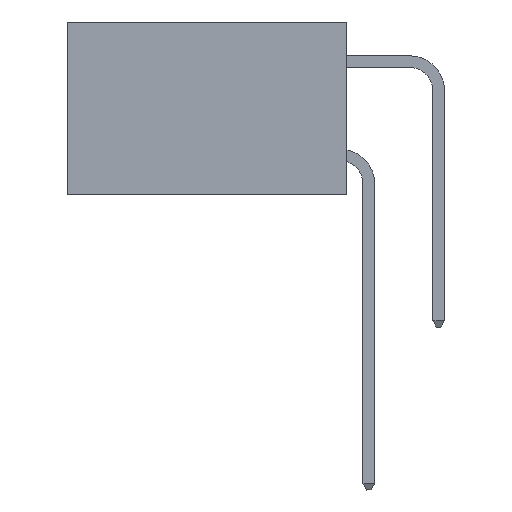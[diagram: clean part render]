
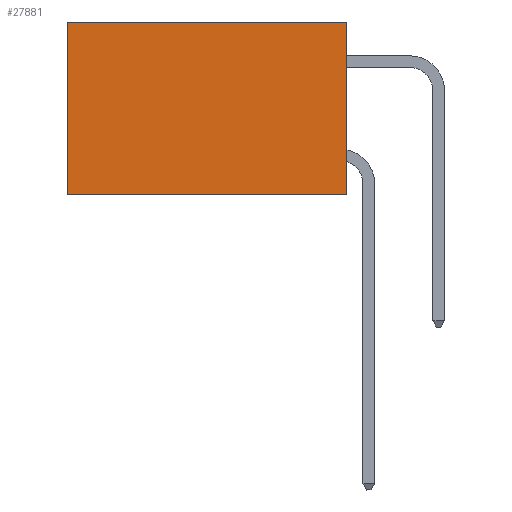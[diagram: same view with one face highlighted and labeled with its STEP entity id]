
A CAD part, left-side view. The second image highlights one B-rep face of the part: STEP entity #27881.
In plain terms, the highlighted planar face has unit normal (-1, 0, 0).
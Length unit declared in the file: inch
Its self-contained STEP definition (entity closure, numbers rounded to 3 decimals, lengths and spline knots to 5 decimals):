
#286 = VECTOR ( 'NONE', #17945, 39.37008 ) ;
#365 = EDGE_CURVE ( 'NONE', #30972, #35592, #27622, .T. ) ;
#473 = CARTESIAN_POINT ( 'NONE',  ( 0.2875, 0.6, 0. ) ) ;
#722 = AXIS2_PLACEMENT_3D ( 'NONE', #20640, #32887, #26498 ) ;
#776 = DIRECTION ( 'NONE',  ( 0., 0., -1. ) ) ;
#5135 = PLANE ( 'NONE',  #722 ) ;
#6482 = LINE ( 'NONE', #9624, #24175 ) ;
#6533 = ORIENTED_EDGE ( 'NONE', *, *, #18961, .F. ) ;
#7291 = CARTESIAN_POINT ( 'NONE',  ( 0.2875, 0.6, 0. ) ) ;
#7899 = EDGE_LOOP ( 'NONE', ( #22763, #38342, #6533, #34484 ) ) ;
#8480 = CARTESIAN_POINT ( 'NONE',  ( 0.2875, 0., 0. ) ) ;
#9624 = CARTESIAN_POINT ( 'NONE',  ( 0.2875, 0., 0. ) ) ;
#17945 = DIRECTION ( 'NONE',  ( 0., 1., 0. ) ) ;
#18961 = EDGE_CURVE ( 'NONE', #30972, #37278, #6482, .T. ) ;
#20640 = CARTESIAN_POINT ( 'NONE',  ( 0.2875, 0., 0. ) ) ;
#20939 = CARTESIAN_POINT ( 'NONE',  ( 0.2875, 0., -0.37 ) ) ;
#22763 = ORIENTED_EDGE ( 'NONE', *, *, #29971, .T. ) ;
#23615 = CARTESIAN_POINT ( 'NONE',  ( 0.2875, 0.6, -0.37 ) ) ;
#24175 = VECTOR ( 'NONE', #27995, 39.37008 ) ;
#24783 = VECTOR ( 'NONE', #29875, 39.37008 ) ;
#26498 = DIRECTION ( 'NONE',  ( 0., 0., -1. ) ) ;
#27622 = LINE ( 'NONE', #8480, #24783 ) ;
#27881 = ADVANCED_FACE ( 'NONE', ( #38064 ), #5135, .F. ) ;
#27963 = EDGE_CURVE ( 'NONE', #37278, #32896, #29890, .T. ) ;
#27995 = DIRECTION ( 'NONE',  ( 0., 0., -1. ) ) ;
#29875 = DIRECTION ( 'NONE',  ( 0., 1., 0. ) ) ;
#29890 = LINE ( 'NONE', #36995, #286 ) ;
#29971 = EDGE_CURVE ( 'NONE', #35592, #32896, #35017, .T. ) ;
#30972 = VERTEX_POINT ( 'NONE', #37424 ) ;
#32887 = DIRECTION ( 'NONE',  ( 1., 0., 0. ) ) ;
#32896 = VERTEX_POINT ( 'NONE', #23615 ) ;
#33077 = VECTOR ( 'NONE', #776, 39.37008 ) ;
#34484 = ORIENTED_EDGE ( 'NONE', *, *, #365, .T. ) ;
#35017 = LINE ( 'NONE', #7291, #33077 ) ;
#35592 = VERTEX_POINT ( 'NONE', #473 ) ;
#36995 = CARTESIAN_POINT ( 'NONE',  ( 0.2875, 0., -0.37 ) ) ;
#37278 = VERTEX_POINT ( 'NONE', #20939 ) ;
#37424 = CARTESIAN_POINT ( 'NONE',  ( 0.2875, 0., 0. ) ) ;
#38064 = FACE_OUTER_BOUND ( 'NONE', #7899, .T. ) ;
#38342 = ORIENTED_EDGE ( 'NONE', *, *, #27963, .F. ) ;
